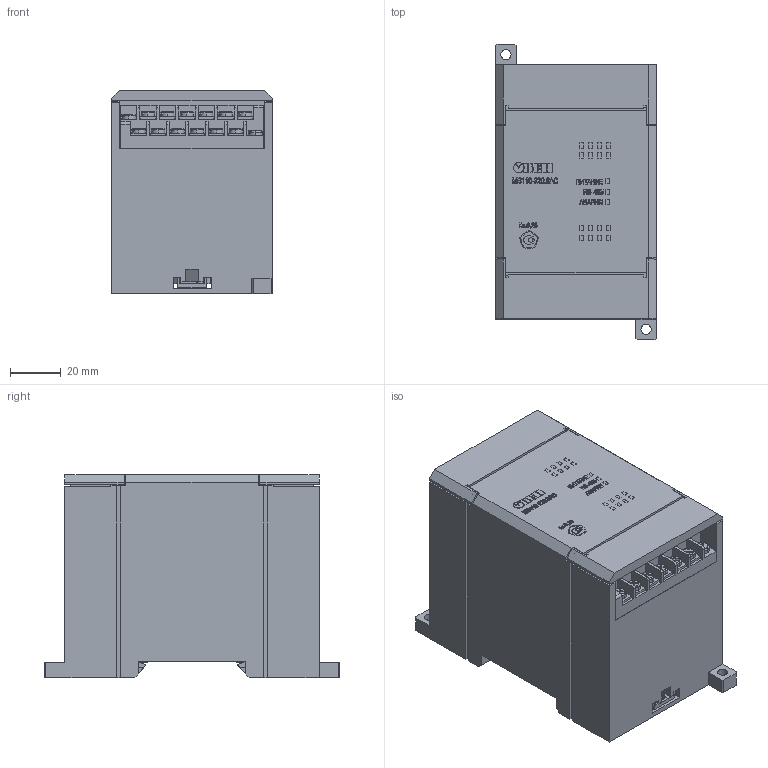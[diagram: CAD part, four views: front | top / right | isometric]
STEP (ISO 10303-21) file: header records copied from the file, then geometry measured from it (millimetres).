
FILE_DESCRIPTION (( 'STEP AP214' ), '1' );
FILE_NAME ('3D ìîäåëü ÌÂ110-220.8AC (Ì01).STEP', '2017-06-26T18:46:22', ( '' ), ( '' ), 'SwSTEP 2.0', 'SolidWorks 2011', '' );
FILE_SCHEMA (( 'AUTOMOTIVE_DESIGN' ));
Length unit declared in the file: millimetre
Products named in the file (5): Êðûøêà Ìõ110 (Ì01); Ðîçåòêà ÌÕ-12 (Ì01); Çàùåëêà Din (M01); Êîðïóñ ÌÂ110-8AC (Ì01); 3D ìîäåëü ÌÂ110-220.8AC (Ì01)
Assembly tree (7 placements, depth 2):
  3D ìîäåëü ÌÂ110-220.8AC (Ì01)
    Êîðïóñ ÌÂ110-8AC (Ì01)
    Çàùåëêà Din (M01)  x2
    Ðîçåòêà ÌÕ-12 (Ì01)  x2
    Êðûøêà Ìõ110 (Ì01)  x2
Bounding box: 63 x 115.81 x 79.73 mm (x, y, z)
Volume: 458523.5 mm3; surface area: 66568.9 mm2
Topology: 35 solids, 35 shells, 1938 faces, 5191 edges, 3442 vertices
Faces by surface type: plane 1459, bspline 173, cylinder 162, torus 92, cone 52
Entity records: 65015 total; most frequent: CARTESIAN_POINT 17717, ORIENTED_EDGE 7754, DIRECTION 6291, EDGE_CURVE 3877, LINE 3007, VECTOR 3007, VERTEX_POINT 2572, AXIS2_PLACEMENT_3D 1642
